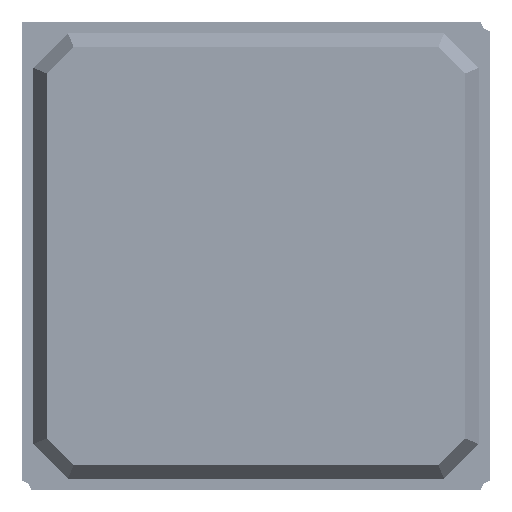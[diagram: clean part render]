
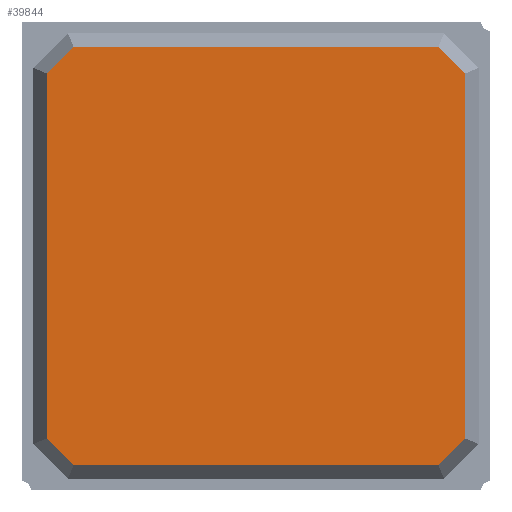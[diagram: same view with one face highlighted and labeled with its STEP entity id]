
A CAD part, top view. The second image highlights one B-rep face of the part: STEP entity #39844.
In plain terms, the highlighted planar face has unit normal (0, 0, 1).
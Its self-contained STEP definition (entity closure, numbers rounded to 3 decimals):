
#39580=CARTESIAN_POINT('',(12.071,-10.527,2.9));
#39581=VERTEX_POINT('',#39580);
#39588=CARTESIAN_POINT('',(10.527,-12.071,2.9));
#39589=VERTEX_POINT('',#39588);
#39590=CARTESIAN_POINT('',(12.071,-10.527,2.9));
#39591=DIRECTION('',(-0.707,-0.707,0.));
#39592=VECTOR('',#39591,2.183);
#39593=LINE('',#39590,#39592);
#39594=EDGE_CURVE('',#39589,#39581,#39593,.F.);
#39619=CARTESIAN_POINT('',(-10.527,-12.071,2.9));
#39620=VERTEX_POINT('',#39619);
#39621=CARTESIAN_POINT('',(10.527,-12.071,2.9));
#39622=DIRECTION('',(-1.0,0.0,0.0));
#39623=VECTOR('',#39622,21.054);
#39624=LINE('',#39621,#39623);
#39625=EDGE_CURVE('',#39620,#39589,#39624,.F.);
#39650=CARTESIAN_POINT('',(-12.071,-10.527,2.9));
#39651=VERTEX_POINT('',#39650);
#39652=CARTESIAN_POINT('',(-10.527,-12.071,2.9));
#39653=DIRECTION('',(-0.707,0.707,0.));
#39654=VECTOR('',#39653,2.183);
#39655=LINE('',#39652,#39654);
#39656=EDGE_CURVE('',#39651,#39620,#39655,.F.);
#39681=CARTESIAN_POINT('',(-12.071,10.527,2.9));
#39682=VERTEX_POINT('',#39681);
#39683=CARTESIAN_POINT('',(-12.071,-10.527,2.9));
#39684=DIRECTION('',(0.0,1.0,0.0));
#39685=VECTOR('',#39684,21.054);
#39686=LINE('',#39683,#39685);
#39687=EDGE_CURVE('',#39682,#39651,#39686,.F.);
#39712=CARTESIAN_POINT('',(-10.527,12.071,2.9));
#39713=VERTEX_POINT('',#39712);
#39714=CARTESIAN_POINT('',(-12.071,10.527,2.9));
#39715=DIRECTION('',(0.707,0.707,0.));
#39716=VECTOR('',#39715,2.183);
#39717=LINE('',#39714,#39716);
#39718=EDGE_CURVE('',#39713,#39682,#39717,.F.);
#39743=CARTESIAN_POINT('',(10.527,12.071,2.9));
#39744=VERTEX_POINT('',#39743);
#39745=CARTESIAN_POINT('',(-10.527,12.071,2.9));
#39746=DIRECTION('',(1.0,0.0,0.0));
#39747=VECTOR('',#39746,21.054);
#39748=LINE('',#39745,#39747);
#39749=EDGE_CURVE('',#39744,#39713,#39748,.F.);
#39774=CARTESIAN_POINT('',(12.071,10.527,2.9));
#39775=VERTEX_POINT('',#39774);
#39776=CARTESIAN_POINT('',(10.527,12.071,2.9));
#39777=DIRECTION('',(0.707,-0.707,0.));
#39778=VECTOR('',#39777,2.183);
#39779=LINE('',#39776,#39778);
#39780=EDGE_CURVE('',#39775,#39744,#39779,.F.);
#39803=CARTESIAN_POINT('',(12.071,10.527,2.9));
#39804=DIRECTION('',(0.0,-1.0,0.0));
#39805=VECTOR('',#39804,21.054);
#39806=LINE('',#39803,#39805);
#39807=EDGE_CURVE('',#39581,#39775,#39806,.F.);
#39829=CARTESIAN_POINT('',(13.5,13.5,2.9));
#39830=DIRECTION('',(0.0,0.0,-1.0));
#39831=DIRECTION('',(0.0,-1.0,0.0));
#39832=AXIS2_PLACEMENT_3D('',#39829,#39830,#39831);
#39833=PLANE('',#39832);
#39834=ORIENTED_EDGE('',*,*,#39807,.T.);
#39835=ORIENTED_EDGE('',*,*,#39780,.T.);
#39836=ORIENTED_EDGE('',*,*,#39749,.T.);
#39837=ORIENTED_EDGE('',*,*,#39718,.T.);
#39838=ORIENTED_EDGE('',*,*,#39687,.T.);
#39839=ORIENTED_EDGE('',*,*,#39656,.T.);
#39840=ORIENTED_EDGE('',*,*,#39625,.T.);
#39841=ORIENTED_EDGE('',*,*,#39594,.T.);
#39842=EDGE_LOOP('',(#39834,#39835,#39836,#39837,#39838,#39839,#39840,#39841));
#39843=FACE_OUTER_BOUND('',#39842,.T.);
#39844=ADVANCED_FACE('',(#39843),#39833,.F.);
